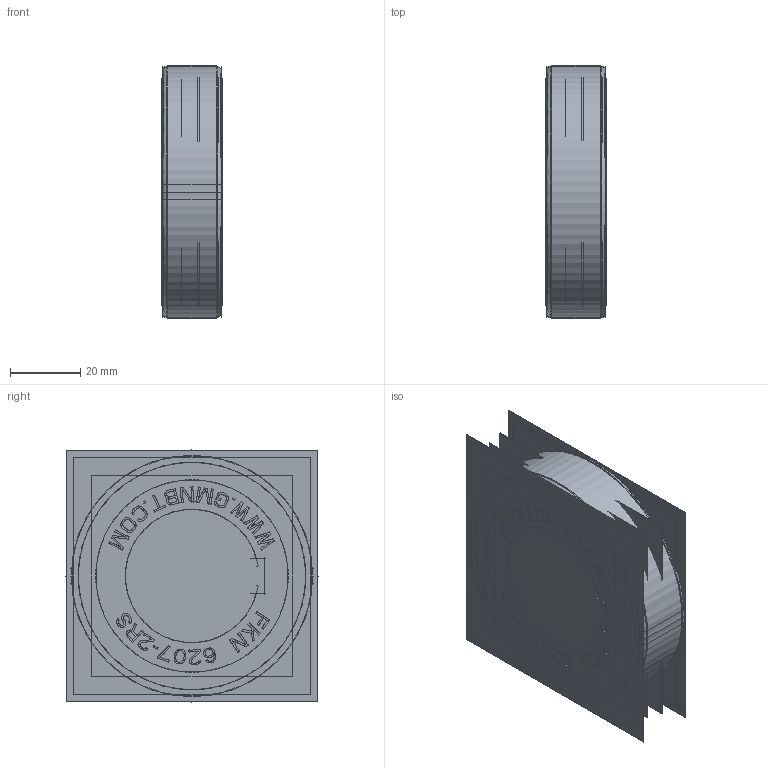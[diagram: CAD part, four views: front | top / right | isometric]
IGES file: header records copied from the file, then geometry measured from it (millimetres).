
Start section:  PTC IGES file: fkn6207-2rs.igs
Global section: file name: fkn6207-2rs.igs; native system: Creo Parametric by Parametric Technology Corporation; preprocessor: 2013150; author: sales 4; organization: Unknown; date: 20140325.121616; units: millimetre
Bounding box: 17.68 x 72 x 72 mm (x, y, z)
Volume: 45943.9 mm3; surface area: 390206.8 mm2
Topology: 66 solids, 66 shells, 5562 faces, 29716 edges, 37556 vertices
Faces by surface type: bspline 2840, revolution 2722
